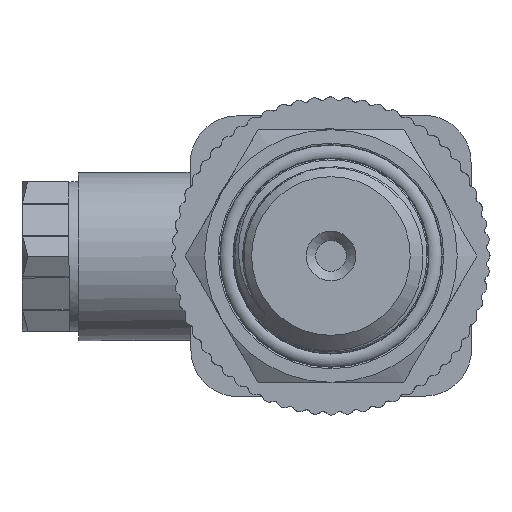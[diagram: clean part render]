
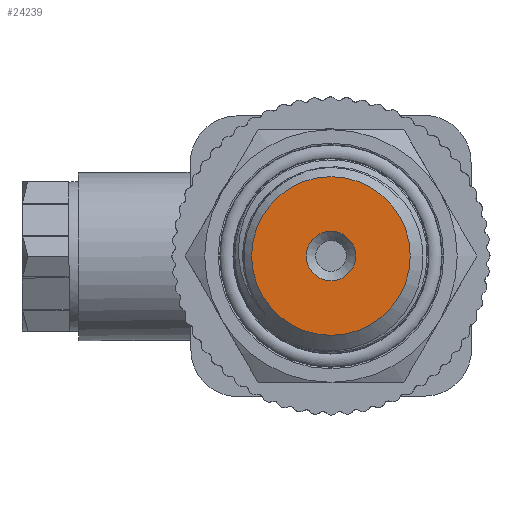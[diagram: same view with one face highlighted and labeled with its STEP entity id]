
A CAD part, left-side view. The second image highlights one B-rep face of the part: STEP entity #24239.
In plain terms, the highlighted planar face has unit normal (-1, 0, 0).
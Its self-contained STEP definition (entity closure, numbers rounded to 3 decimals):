
#886=PLANE('',#25536);
#1547=FACE_BOUND('',#3346,.T.);
#1969=FACE_OUTER_BOUND('',#3345,.T.);
#3345=EDGE_LOOP('',(#18064));
#3346=EDGE_LOOP('',(#18065));
#4560=CIRCLE('',#25499,8.478);
#4578=CIRCLE('',#25535,2.65);
#10629=VERTEX_POINT('',#42880);
#10648=VERTEX_POINT('',#45819);
#13397=EDGE_CURVE('',#10629,#10629,#4560,.T.);
#13435=EDGE_CURVE('',#10648,#10648,#4578,.T.);
#18064=ORIENTED_EDGE('',*,*,#13397,.T.);
#18065=ORIENTED_EDGE('',*,*,#13435,.T.);
#24239=ADVANCED_FACE('',(#1969,#1547),#886,.T.);
#25499=AXIS2_PLACEMENT_3D('',#42882,#27424,#27425);
#25535=AXIS2_PLACEMENT_3D('',#45821,#27503,#27504);
#25536=AXIS2_PLACEMENT_3D('',#45822,#27505,#27506);
#27424=DIRECTION('center_axis',(-1.,0.,0.));
#27425=DIRECTION('ref_axis',(0.,1.,0.));
#27503=DIRECTION('center_axis',(1.,0.,0.));
#27504=DIRECTION('ref_axis',(0.,0.,-1.));
#27505=DIRECTION('center_axis',(-1.,0.,0.));
#27506=DIRECTION('ref_axis',(0.,0.,1.));
#42880=CARTESIAN_POINT('',(-61.,-8.478,0.));
#42882=CARTESIAN_POINT('Origin',(-61.,0.,0.));
#45819=CARTESIAN_POINT('',(-61.,-2.65,0.));
#45821=CARTESIAN_POINT('Origin',(-61.,0.,0.));
#45822=CARTESIAN_POINT('Origin',(-61.,10.478,0.));
